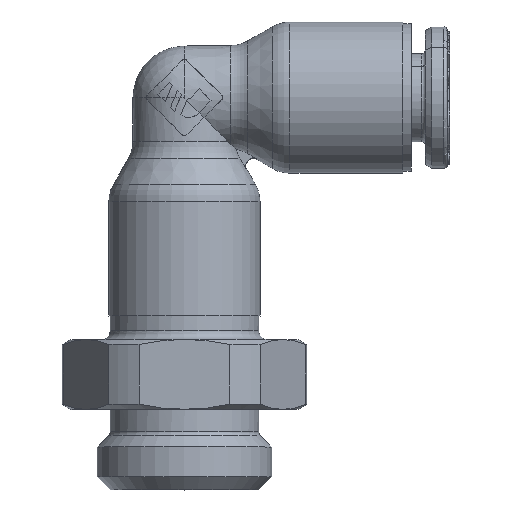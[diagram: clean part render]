
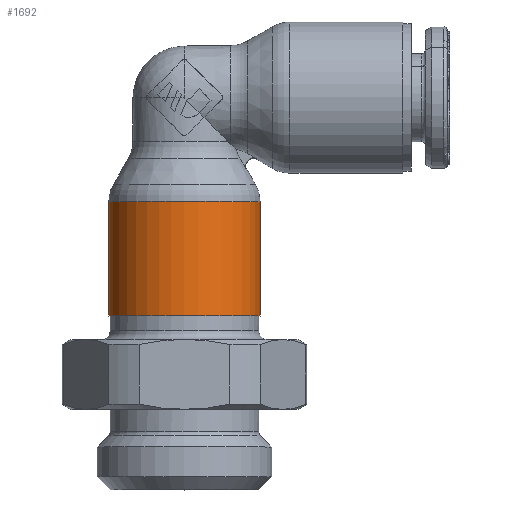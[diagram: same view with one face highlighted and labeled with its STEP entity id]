
A CAD part, top view. The second image highlights one B-rep face of the part: STEP entity #1692.
In plain terms, the highlighted cylindrical face has radius 4.325 mm (diameter 8.65 mm), a partial arc.
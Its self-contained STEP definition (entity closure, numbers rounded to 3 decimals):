
#1692=ADVANCED_FACE('NONE',(#3482),#3483,.T.);
#3482=FACE_OUTER_BOUND('',#6547,.T.);
#3483=CYLINDRICAL_SURFACE('',#6548,4.325);
#6547=EDGE_LOOP('',(#11456,#11457,#11458,#11459));
#6548=AXIS2_PLACEMENT_3D('',#11460,#11461,#11462);
#11456=ORIENTED_EDGE('',*,*,#14302,.T.);
#11457=ORIENTED_EDGE('',*,*,#14528,.T.);
#11458=ORIENTED_EDGE('',*,*,#14303,.T.);
#11459=ORIENTED_EDGE('',*,*,#13398,.T.);
#11460=CARTESIAN_POINT('',(0.0,-13.273,0.0));
#11461=DIRECTION('',(0.0,-1.0,0.0));
#11462=DIRECTION('',(1.0,0.0,0.0));
#13398=EDGE_CURVE('NONE',#16294,#16295,#16296,.T.);
#14302=EDGE_CURVE('',#16295,#16278,#17559,.T.);
#14303=EDGE_CURVE('',#16281,#16294,#17560,.T.);
#14528=EDGE_CURVE('NONE',#16278,#16281,#17811,.T.);
#16278=VERTEX_POINT('',#20831);
#16281=VERTEX_POINT('NONE',#20834);
#16294=VERTEX_POINT('NONE',#20849);
#16295=VERTEX_POINT('',#20850);
#16296=CIRCLE('',#20851,4.325);
#17559=LINE('',#23555,#23556);
#17560=LINE('',#23557,#23558);
#17811=CIRCLE('',#23947,4.325);
#20831=CARTESIAN_POINT('',(4.325,-5.953,0.));
#20834=CARTESIAN_POINT('',(-4.325,-5.953,0.0));
#20849=CARTESIAN_POINT('',(-4.325,-12.5,0.0));
#20850=CARTESIAN_POINT('',(4.325,-12.5,0.));
#20851=AXIS2_PLACEMENT_3D('',#25400,#25401,#25402);
#23555=CARTESIAN_POINT('',(4.325,-9.227,0.));
#23556=VECTOR('',#26257,1.0);
#23557=CARTESIAN_POINT('',(-4.325,-9.227,0.));
#23558=VECTOR('',#26258,1.0);
#23947=AXIS2_PLACEMENT_3D('',#26477,#26478,#26479);
#25400=CARTESIAN_POINT('',(0.0,-12.5,0.0));
#25401=DIRECTION('',(0.0,1.0,0.0));
#25402=DIRECTION('',(-1.0,0.0,0.0));
#26257=DIRECTION('',(-0.0,1.0,-0.0));
#26258=DIRECTION('',(0.0,-1.0,0.0));
#26477=CARTESIAN_POINT('',(0.0,-5.953,0.0));
#26478=DIRECTION('',(0.0,-1.0,0.0));
#26479=DIRECTION('',(-1.0,0.0,0.0));
